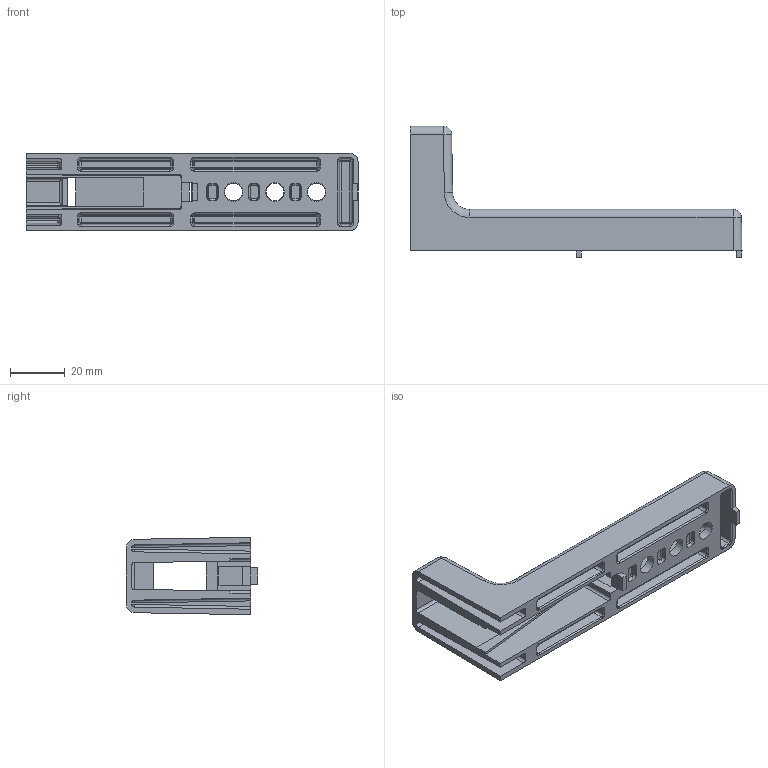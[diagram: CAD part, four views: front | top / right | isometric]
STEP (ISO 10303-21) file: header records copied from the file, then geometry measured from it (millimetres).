
FILE_DESCRIPTION (( 'STEP AP214' ), '1' );
FILE_NAME ('7416210', '2019-01-30T09:33:56', ( '' ), ('JUGARD+KÜNSTNER GmbH'), 'SwSTEP 2.0', 'SolidWorks 2017', '' );
FILE_SCHEMA (( 'AUTOMOTIVE_DESIGN' ));
Length unit declared in the file: millimetre
Products named in the file (1): 7416210
Bounding box: 120.84 x 47.83 x 28.2 mm (x, y, z)
Volume: 29162.5 mm3; surface area: 23610.7 mm2
Topology: 1 solids, 1 shells, 278 faces, 668 edges, 396 vertices
Faces by surface type: plane 87, cylinder 83, bspline 66, cone 42
Entity records: 9032 total; most frequent: CARTESIAN_POINT 2841, ORIENTED_EDGE 1336, DIRECTION 1250, EDGE_CURVE 668, AXIS2_PLACEMENT_3D 445, VERTEX_POINT 396, VECTOR 360, LINE 360
